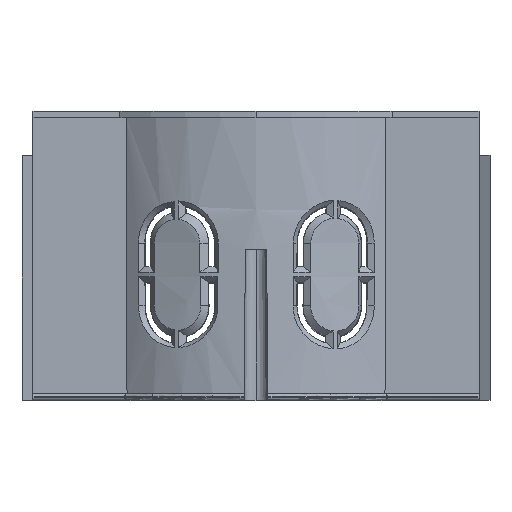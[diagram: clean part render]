
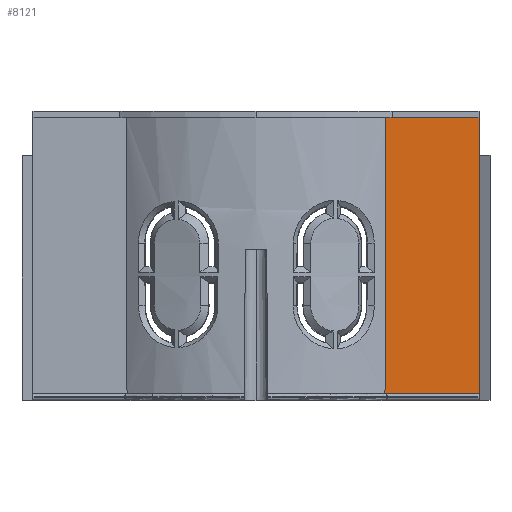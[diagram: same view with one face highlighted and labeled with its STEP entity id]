
A CAD part, top view. The second image highlights one B-rep face of the part: STEP entity #8121.
In plain terms, the highlighted planar face has unit normal (0, -0.009, 1).
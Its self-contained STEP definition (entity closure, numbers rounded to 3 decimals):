
#162 = PLANE ( 'NONE',  #6696 ) ;
#494 = VECTOR ( 'NONE', #19941, 1000. ) ;
#968 = LINE ( 'NONE', #12307, #1436 ) ;
#1436 = VECTOR ( 'NONE', #9180, 1000. ) ;
#1526 = CARTESIAN_POINT ( 'NONE',  ( 20.577, 15.667, 26.744 ) ) ;
#1685 = CARTESIAN_POINT ( 'NONE',  ( 0., 45., 27. ) ) ;
#1767 = DIRECTION ( 'NONE',  ( 0., -1., -0.009 ) ) ;
#2360 = ORIENTED_EDGE ( 'NONE', *, *, #18393, .T. ) ;
#2663 = CARTESIAN_POINT ( 'NONE',  ( 35.5, 45.529, 27.005 ) ) ;
#2985 = CARTESIAN_POINT ( 'NONE',  ( 20.533, 1., 26.616 ) ) ;
#4875 = B_SPLINE_CURVE_WITH_KNOTS ( 'NONE', 3,
 ( #15641, #14055, #1526, #12526 ),
 .UNSPECIFIED., .F., .F.,
 ( 4, 4 ),
 ( 0., 0.044 ),
 .UNSPECIFIED. ) ;
#5399 = EDGE_CURVE ( 'NONE', #13968, #14447, #17685, .T. ) ;
#5455 = EDGE_CURVE ( 'NONE', #13968, #9193, #968, .T. ) ;
#5946 = FACE_OUTER_BOUND ( 'NONE', #13365, .T. ) ;
#5966 = ORIENTED_EDGE ( 'NONE', *, *, #8623, .F. ) ;
#6696 = AXIS2_PLACEMENT_3D ( 'NONE', #1685, #11196, #1767 ) ;
#8121 = ADVANCED_FACE ( 'NONE', ( #5946 ), #162, .T. ) ;
#8623 = EDGE_CURVE ( 'NONE', #14447, #17699, #8910, .T. ) ;
#8910 = LINE ( 'NONE', #8979, #494 ) ;
#8979 = CARTESIAN_POINT ( 'NONE',  ( 0., 1., 26.616 ) ) ;
#9180 = DIRECTION ( 'NONE',  ( -1., 0., 0. ) ) ;
#9193 = VERTEX_POINT ( 'NONE', #20111 ) ;
#11196 = DIRECTION ( 'NONE',  ( 0., -0.009, 1. ) ) ;
#12307 = CARTESIAN_POINT ( 'NONE',  ( 0., 45., 27. ) ) ;
#12369 = ORIENTED_EDGE ( 'NONE', *, *, #5399, .F. ) ;
#12526 = CARTESIAN_POINT ( 'NONE',  ( 20.533, 1., 26.616 ) ) ;
#13365 = EDGE_LOOP ( 'NONE', ( #5966, #12369, #20322, #2360 ) ) ;
#13533 = VECTOR ( 'NONE', #15291, 1000. ) ;
#13968 = VERTEX_POINT ( 'NONE', #19390 ) ;
#14055 = CARTESIAN_POINT ( 'NONE',  ( 20.621, 30.333, 26.872 ) ) ;
#14447 = VERTEX_POINT ( 'NONE', #18215 ) ;
#15291 = DIRECTION ( 'NONE',  ( 0., -1., -0.009 ) ) ;
#15641 = CARTESIAN_POINT ( 'NONE',  ( 20.664, 45., 27. ) ) ;
#17685 = LINE ( 'NONE', #2663, #13533 ) ;
#17699 = VERTEX_POINT ( 'NONE', #2985 ) ;
#18215 = CARTESIAN_POINT ( 'NONE',  ( 35.5, 1., 26.616 ) ) ;
#18393 = EDGE_CURVE ( 'NONE', #9193, #17699, #4875, .T. ) ;
#19390 = CARTESIAN_POINT ( 'NONE',  ( 35.5, 45., 27. ) ) ;
#19941 = DIRECTION ( 'NONE',  ( -1., 0., 0. ) ) ;
#20111 = CARTESIAN_POINT ( 'NONE',  ( 20.664, 45., 27. ) ) ;
#20322 = ORIENTED_EDGE ( 'NONE', *, *, #5455, .T. ) ;
